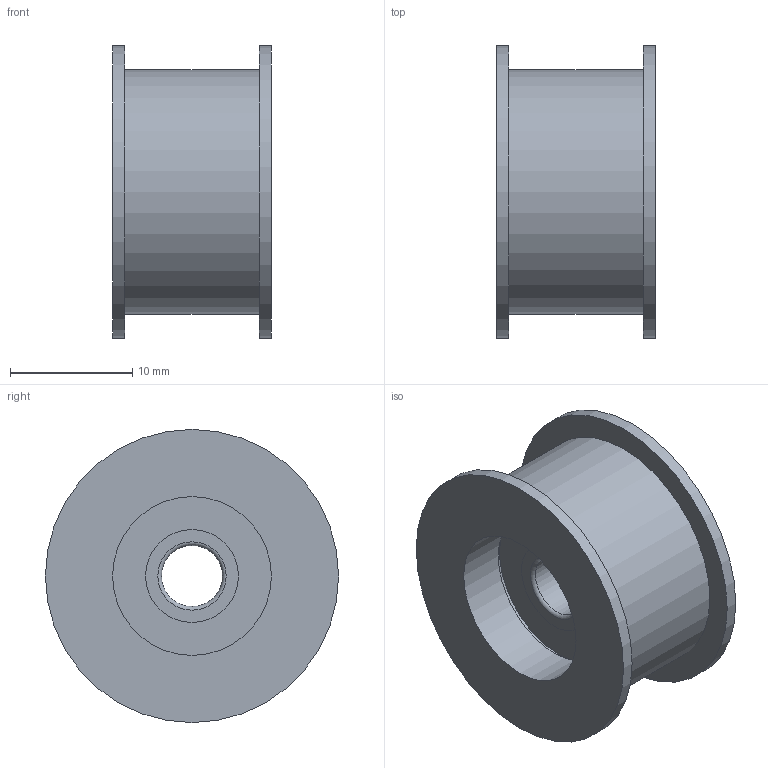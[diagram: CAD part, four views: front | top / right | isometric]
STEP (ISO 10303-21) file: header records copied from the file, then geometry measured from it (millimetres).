
FILE_DESCRIPTION( ( 'STEP AP203' ), '1' );
FILE_NAME( 'HBGS20-11.stp', '2022-06-21T19:13:24', ( 'License CC BY-ND 4.0' ), ( 'CADENAS' ), ' ', 'PARTsolutions', ' ' );
FILE_SCHEMA( ( 'CONFIG_CONTROL_DESIGN' ) );
Length unit declared in the file: millimetre
Products named in the file (4): HBGS20-11; _HBGS20-11_mb; _B625ZZ; _RRING-C-INT-16
Assembly tree (3 placements, depth 2):
  HBGS20-11
    _HBGS20-11_mb
    _B625ZZ
    _RRING-C-INT-16
Bounding box: 13 x 24 x 24 mm (x, y, z)
Volume: 2888.7 mm3; surface area: 3402.9 mm2
Topology: 3 solids, 3 shells, 44 faces, 83 edges, 54 vertices
Faces by surface type: cylinder 23, plane 17, torus 4
Full cylindrical faces by diameter (mm): 1.7 x2, 5 x1, 7.6 x2, 13 x1, 13.6 x2, 16 x3, 16.8 x1, 20 x1, 24 x2
Entity records: 1183 total; most frequent: DIRECTION 210, CARTESIAN_POINT 166, ORIENTED_EDGE 128, AXIS2_PLACEMENT_3D 98, EDGE_LOOP 80, EDGE_CURVE 64, FACE_OUTER_BOUND 63, VERTEX_POINT 54
